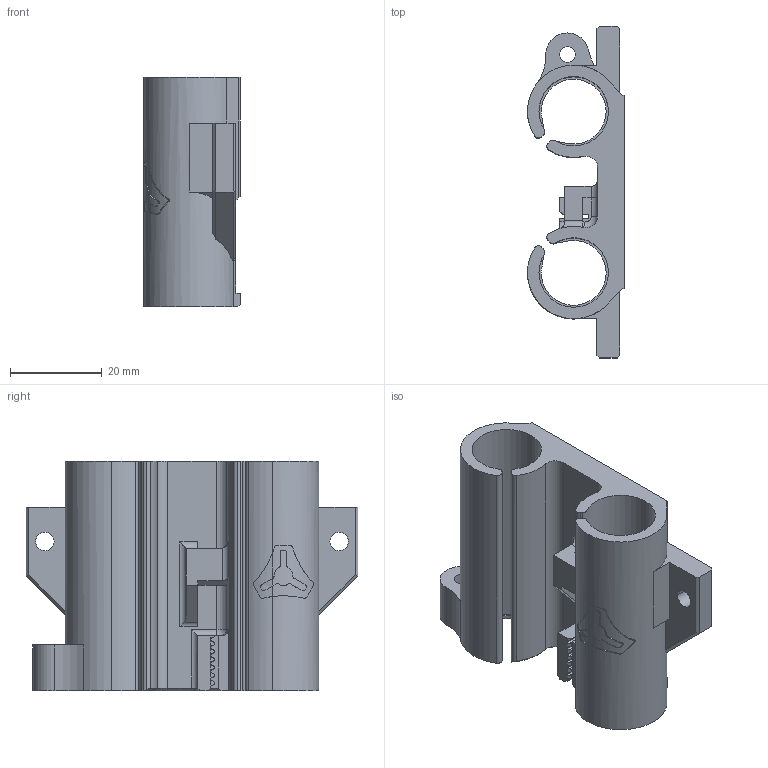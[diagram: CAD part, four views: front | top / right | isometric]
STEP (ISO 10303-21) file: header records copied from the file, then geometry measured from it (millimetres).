
FILE_DESCRIPTION (( 'STEP AP203' ), '1' );
FILE_NAME ('X.STEP', '2019-10-13T00:03:41', ( '' ), ( '' ), 'SwSTEP 2.0', 'SolidWorks 2018', '' );
FILE_SCHEMA (( 'CONFIG_CONTROL_DESIGN' ));
Length unit declared in the file: millimetre
Products named in the file (1): X
Bounding box: 21.1 x 72.2 x 50 mm (x, y, z)
Volume: 23435.6 mm3; surface area: 15465 mm2
Topology: 1 solids, 1 shells, 251 faces, 718 edges, 471 vertices
Faces by surface type: cylinder 126, plane 115, cone 7, torus 3
Entity records: 8524 total; most frequent: CARTESIAN_POINT 1974, ORIENTED_EDGE 1436, DIRECTION 1302, EDGE_CURVE 718, VERTEX_POINT 471, AXIS2_PLACEMENT_3D 449, VECTOR 404, LINE 404
